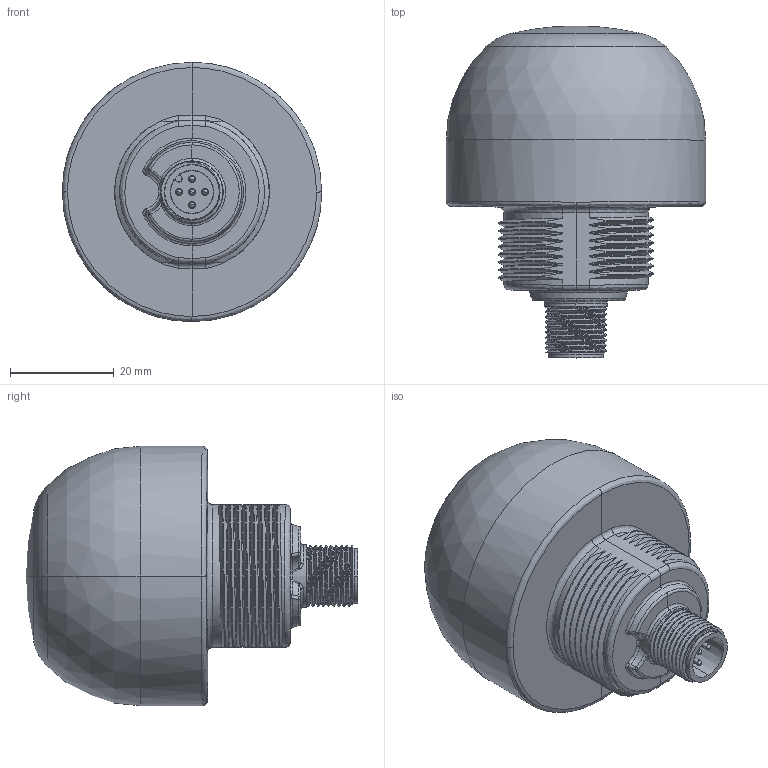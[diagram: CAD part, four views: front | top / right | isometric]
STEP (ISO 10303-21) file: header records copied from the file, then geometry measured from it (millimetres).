
FILE_DESCRIPTION((''),'2;1');
FILE_NAME('240417_SM01_ASM','2024-06-10T09:38:06',('banengservice'),('BANNER ENGINEERING'),'CREO PARAMETRIC BY PTC INC, 2022414','CREO PARAMETRIC BY PTC INC, 2022414','');
FILE_SCHEMA(('CONFIG_CONTROL_DESIGN'));
Length unit declared in the file: millimetre
Products named in the file (2): 240417_EP01; 240417_SM01_ASM
Assembly tree (1 placements, depth 2):
  240417_SM01_ASM
    240417_EP01
Bounding box: 50 x 64 x 50 mm (x, y, z)
Volume: 68206.4 mm3; surface area: 10799.7 mm2
Topology: 1 solids, 1 shells, 227 faces, 580 edges, 351 vertices
Faces by surface type: bspline 128, cylinder 44, plane 19, sphere 18, cone 16, torus 2
Entity records: 21275 total; most frequent: CARTESIAN_POINT 16736, ORIENTED_EDGE 1136, DIRECTION 623, EDGE_CURVE 568, VERTEX_POINT 351, B_SPLINE_CURVE_WITH_KNOTS 293, AXIS2_PLACEMENT_3D 246, EDGE_LOOP 235
